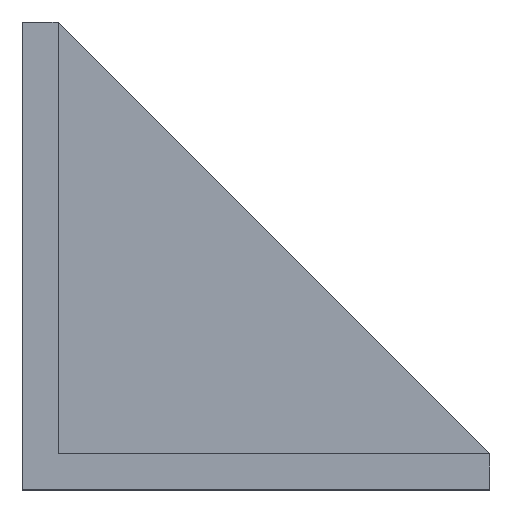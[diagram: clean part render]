
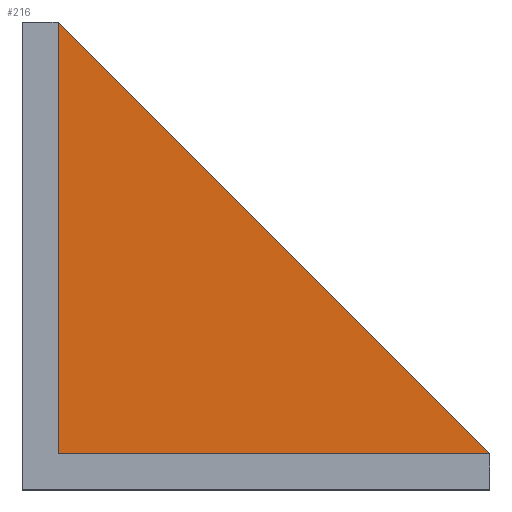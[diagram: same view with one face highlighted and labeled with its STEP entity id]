
A CAD part, top view. The second image highlights one B-rep face of the part: STEP entity #216.
In plain terms, the highlighted planar face has unit normal (0, 0, 1).
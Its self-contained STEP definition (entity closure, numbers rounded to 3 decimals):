
#40 = VERTEX_POINT ( 'NONE', #432 ) ;
#50 = VERTEX_POINT ( 'NONE', #417 ) ;
#56 = EDGE_CURVE ( 'NONE', #50, #40, #255, .T. ) ;
#158 = EDGE_CURVE ( 'NONE', #201, #50, #715, .T. ) ;
#174 = ORIENTED_EDGE ( 'NONE', *, *, #200, .F. ) ;
#178 = EDGE_LOOP ( 'NONE', ( #174, #219, #220 ) ) ;
#200 = EDGE_CURVE ( 'NONE', #40, #201, #702, .T. ) ;
#201 = VERTEX_POINT ( 'NONE', #590 ) ;
#216 = ADVANCED_FACE ( 'NONE', ( #644 ), #685, .T. ) ;
#219 = ORIENTED_EDGE ( 'NONE', *, *, #56, .F. ) ;
#220 = ORIENTED_EDGE ( 'NONE', *, *, #158, .F. ) ;
#252 = DIRECTION ( 'NONE',  ( -1., 0., 0. ) ) ;
#253 = VECTOR ( 'NONE', #252, 1000. ) ;
#254 = CARTESIAN_POINT ( 'NONE',  ( 78., 6., 6. ) ) ;
#255 = LINE ( 'NONE', #254, #253 ) ;
#417 = CARTESIAN_POINT ( 'NONE',  ( 78., 6., 6. ) ) ;
#432 = CARTESIAN_POINT ( 'NONE',  ( 6., 6., 6. ) ) ;
#567 = CARTESIAN_POINT ( 'NONE',  ( 6., 78., 6. ) ) ;
#590 = CARTESIAN_POINT ( 'NONE',  ( 6., 78., 6. ) ) ;
#630 = DIRECTION ( 'NONE',  ( 1., 0., 0. ) ) ;
#631 = DIRECTION ( 'NONE',  ( 0., 0., 1. ) ) ;
#639 = AXIS2_PLACEMENT_3D ( 'NONE', #643, #631, #630 ) ;
#643 = CARTESIAN_POINT ( 'NONE',  ( 6., 6., 6. ) ) ;
#644 = FACE_OUTER_BOUND ( 'NONE', #178, .T. ) ;
#685 = PLANE ( 'NONE',  #639 ) ;
#687 = DIRECTION ( 'NONE',  ( 0., 1., 0. ) ) ;
#688 = VECTOR ( 'NONE', #687, 1000. ) ;
#689 = CARTESIAN_POINT ( 'NONE',  ( 6., 6., 6. ) ) ;
#702 = LINE ( 'NONE', #689, #688 ) ;
#713 = DIRECTION ( 'NONE',  ( 0.707, -0.707, 0. ) ) ;
#714 = VECTOR ( 'NONE', #713, 1000. ) ;
#715 = LINE ( 'NONE', #567, #714 ) ;
